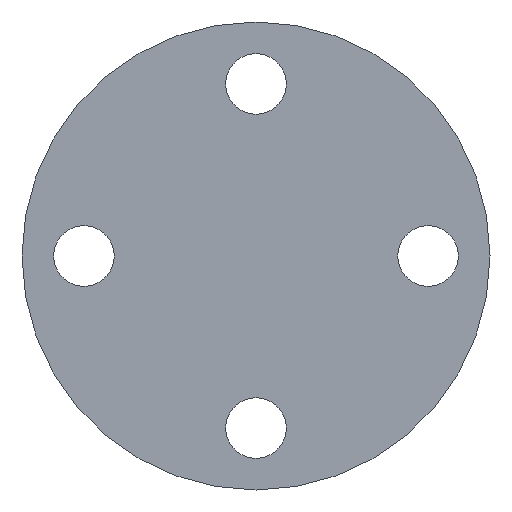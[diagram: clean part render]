
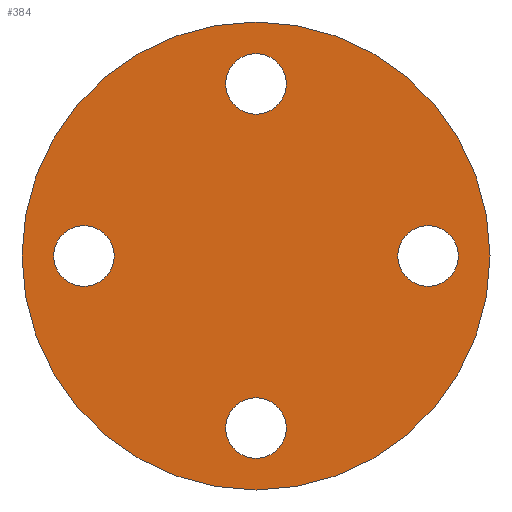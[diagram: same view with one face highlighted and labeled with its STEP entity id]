
A CAD part, front view. The second image highlights one B-rep face of the part: STEP entity #384.
In plain terms, the highlighted planar face has unit normal (0, -1, 0).
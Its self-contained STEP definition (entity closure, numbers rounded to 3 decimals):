
#2 = VERTEX_POINT ( 'NONE', #47 ) ;
#3 = EDGE_CURVE ( 'NONE', #471, #531, #540, .T. ) ;
#4 = CIRCLE ( 'NONE', #491, 11. ) ;
#6 = CARTESIAN_POINT ( 'NONE',  ( -62.5, 0., 0. ) ) ;
#13 = AXIS2_PLACEMENT_3D ( 'NONE', #135, #293, #476 ) ;
#21 = CIRCLE ( 'NONE', #311, 11. ) ;
#24 = CIRCLE ( 'NONE', #190, 11. ) ;
#37 = DIRECTION ( 'NONE',  ( 0., 1., 0. ) ) ;
#44 = VERTEX_POINT ( 'NONE', #165 ) ;
#47 = CARTESIAN_POINT ( 'NONE',  ( 73.5, 0., 0. ) ) ;
#51 = EDGE_CURVE ( 'NONE', #537, #522, #21, .T. ) ;
#80 = DIRECTION ( 'NONE',  ( 0., 1., 0. ) ) ;
#82 = DIRECTION ( 'NONE',  ( 0., 1., 0. ) ) ;
#108 = DIRECTION ( 'NONE',  ( 0., 1., 0. ) ) ;
#109 = DIRECTION ( 'NONE',  ( 0., 1., 0. ) ) ;
#117 = EDGE_LOOP ( 'NONE', ( #188, #543 ) ) ;
#118 = DIRECTION ( 'NONE',  ( 0., 0., 1. ) ) ;
#120 = FACE_OUTER_BOUND ( 'NONE', #117, .T. ) ;
#134 = CARTESIAN_POINT ( 'NONE',  ( 0., 0., 73.5 ) ) ;
#135 = CARTESIAN_POINT ( 'NONE',  ( 0., 0., 0. ) ) ;
#147 = EDGE_CURVE ( 'NONE', #385, #501, #451, .T. ) ;
#150 = CARTESIAN_POINT ( 'NONE',  ( 0., 0., 62.5 ) ) ;
#162 = DIRECTION ( 'NONE',  ( 1., 0., 0. ) ) ;
#163 = FACE_BOUND ( 'NONE', #331, .T. ) ;
#165 = CARTESIAN_POINT ( 'NONE',  ( 51.5, 0., 0. ) ) ;
#179 = CIRCLE ( 'NONE', #379, 11. ) ;
#183 = AXIS2_PLACEMENT_3D ( 'NONE', #280, #308, #316 ) ;
#186 = AXIS2_PLACEMENT_3D ( 'NONE', #150, #496, #198 ) ;
#188 = ORIENTED_EDGE ( 'NONE', *, *, #231, .F. ) ;
#190 = AXIS2_PLACEMENT_3D ( 'NONE', #507, #109, #285 ) ;
#192 = EDGE_CURVE ( 'NONE', #44, #2, #24, .T. ) ;
#198 = DIRECTION ( 'NONE',  ( 0., 0., -1. ) ) ;
#203 = ORIENTED_EDGE ( 'NONE', *, *, #448, .T. ) ;
#210 = ORIENTED_EDGE ( 'NONE', *, *, #147, .T. ) ;
#215 = EDGE_CURVE ( 'NONE', #522, #537, #249, .T. ) ;
#218 = DIRECTION ( 'NONE',  ( 0., 0., -1. ) ) ;
#225 = CIRCLE ( 'NONE', #240, 85. ) ;
#227 = FACE_BOUND ( 'NONE', #266, .T. ) ;
#231 = EDGE_CURVE ( 'NONE', #458, #276, #346, .T. ) ;
#240 = AXIS2_PLACEMENT_3D ( 'NONE', #289, #108, #465 ) ;
#249 = CIRCLE ( 'NONE', #512, 11. ) ;
#266 = EDGE_LOOP ( 'NONE', ( #445, #203 ) ) ;
#269 = DIRECTION ( 'NONE',  ( 0., 1., 0. ) ) ;
#272 = EDGE_CURVE ( 'NONE', #501, #385, #4, .T. ) ;
#274 = CARTESIAN_POINT ( 'NONE',  ( -51.5, 0., 0. ) ) ;
#276 = VERTEX_POINT ( 'NONE', #549 ) ;
#280 = CARTESIAN_POINT ( 'NONE',  ( -62.5, 0., 0. ) ) ;
#285 = DIRECTION ( 'NONE',  ( -1., 0., 0. ) ) ;
#289 = CARTESIAN_POINT ( 'NONE',  ( 0., 0., 0. ) ) ;
#293 = DIRECTION ( 'NONE',  ( 0., 1., 0. ) ) ;
#295 = CARTESIAN_POINT ( 'NONE',  ( 0., 0., 51.5 ) ) ;
#306 = DIRECTION ( 'NONE',  ( -1., 0., 0. ) ) ;
#308 = DIRECTION ( 'NONE',  ( 0., 1., 0. ) ) ;
#311 = AXIS2_PLACEMENT_3D ( 'NONE', #341, #80, #518 ) ;
#313 = AXIS2_PLACEMENT_3D ( 'NONE', #432, #269, #381 ) ;
#316 = DIRECTION ( 'NONE',  ( 1., 0., 0. ) ) ;
#320 = CARTESIAN_POINT ( 'NONE',  ( 0., 0., -73.5 ) ) ;
#330 = DIRECTION ( 'NONE',  ( 0., 1., 0. ) ) ;
#331 = EDGE_LOOP ( 'NONE', ( #210, #401 ) ) ;
#333 = EDGE_CURVE ( 'NONE', #276, #458, #225, .T. ) ;
#339 = FACE_BOUND ( 'NONE', #510, .T. ) ;
#341 = CARTESIAN_POINT ( 'NONE',  ( 0., 0., -62.5 ) ) ;
#346 = CIRCLE ( 'NONE', #13, 85. ) ;
#355 = CIRCLE ( 'NONE', #183, 11. ) ;
#361 = CARTESIAN_POINT ( 'NONE',  ( 0., 0., -51.5 ) ) ;
#370 = CARTESIAN_POINT ( 'NONE',  ( 0., 0., -62.5 ) ) ;
#379 = AXIS2_PLACEMENT_3D ( 'NONE', #478, #436, #306 ) ;
#381 = DIRECTION ( 'NONE',  ( 0., 0., 1. ) ) ;
#384 = ADVANCED_FACE ( 'NONE', ( #339, #163, #227, #516, #120 ), #427, .F. ) ;
#385 = VERTEX_POINT ( 'NONE', #295 ) ;
#392 = AXIS2_PLACEMENT_3D ( 'NONE', #6, #37, #162 ) ;
#401 = ORIENTED_EDGE ( 'NONE', *, *, #272, .T. ) ;
#413 = ORIENTED_EDGE ( 'NONE', *, *, #215, .T. ) ;
#426 = EDGE_LOOP ( 'NONE', ( #428, #413 ) ) ;
#427 = PLANE ( 'NONE',  #313 ) ;
#428 = ORIENTED_EDGE ( 'NONE', *, *, #51, .T. ) ;
#432 = CARTESIAN_POINT ( 'NONE',  ( 0., 0., 0. ) ) ;
#436 = DIRECTION ( 'NONE',  ( 0., 1., 0. ) ) ;
#437 = ORIENTED_EDGE ( 'NONE', *, *, #3, .T. ) ;
#445 = ORIENTED_EDGE ( 'NONE', *, *, #192, .T. ) ;
#448 = EDGE_CURVE ( 'NONE', #2, #44, #179, .T. ) ;
#451 = CIRCLE ( 'NONE', #186, 11. ) ;
#458 = VERTEX_POINT ( 'NONE', #498 ) ;
#462 = ORIENTED_EDGE ( 'NONE', *, *, #545, .T. ) ;
#465 = DIRECTION ( 'NONE',  ( 0., 0., 1. ) ) ;
#471 = VERTEX_POINT ( 'NONE', #274 ) ;
#472 = CARTESIAN_POINT ( 'NONE',  ( 0., 0., 62.5 ) ) ;
#476 = DIRECTION ( 'NONE',  ( 0., 0., 1. ) ) ;
#478 = CARTESIAN_POINT ( 'NONE',  ( 62.5, 0., 0. ) ) ;
#487 = CARTESIAN_POINT ( 'NONE',  ( -73.5, 0., 0. ) ) ;
#491 = AXIS2_PLACEMENT_3D ( 'NONE', #472, #82, #218 ) ;
#496 = DIRECTION ( 'NONE',  ( 0., 1., 0. ) ) ;
#498 = CARTESIAN_POINT ( 'NONE',  ( 0., 0., -85. ) ) ;
#501 = VERTEX_POINT ( 'NONE', #134 ) ;
#507 = CARTESIAN_POINT ( 'NONE',  ( 62.5, 0., 0. ) ) ;
#510 = EDGE_LOOP ( 'NONE', ( #437, #462 ) ) ;
#512 = AXIS2_PLACEMENT_3D ( 'NONE', #370, #330, #118 ) ;
#516 = FACE_BOUND ( 'NONE', #426, .T. ) ;
#518 = DIRECTION ( 'NONE',  ( 0., 0., 1. ) ) ;
#522 = VERTEX_POINT ( 'NONE', #320 ) ;
#531 = VERTEX_POINT ( 'NONE', #487 ) ;
#537 = VERTEX_POINT ( 'NONE', #361 ) ;
#540 = CIRCLE ( 'NONE', #392, 11. ) ;
#543 = ORIENTED_EDGE ( 'NONE', *, *, #333, .F. ) ;
#545 = EDGE_CURVE ( 'NONE', #531, #471, #355, .T. ) ;
#549 = CARTESIAN_POINT ( 'NONE',  ( 0., 0., 85. ) ) ;
